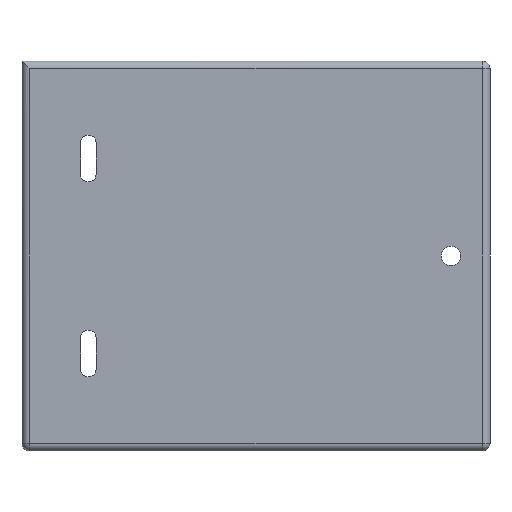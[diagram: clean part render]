
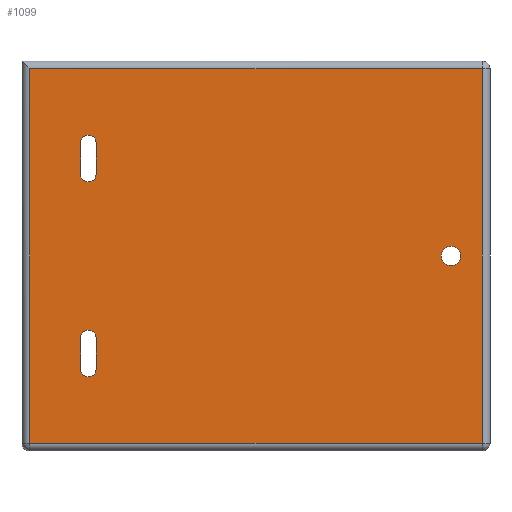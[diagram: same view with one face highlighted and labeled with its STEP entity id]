
A CAD part, front view. The second image highlights one B-rep face of the part: STEP entity #1099.
In plain terms, the highlighted planar face has unit normal (0, -1, 0).
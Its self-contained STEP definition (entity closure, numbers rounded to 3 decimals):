
#64=FACE_BOUND('',#355,.T.);
#65=FACE_BOUND('',#356,.T.);
#66=FACE_BOUND('',#357,.T.);
#86=LINE('',#1788,#174);
#88=LINE('',#1791,#176);
#92=LINE('',#1799,#180);
#93=LINE('',#1802,#181);
#94=LINE('',#1807,#182);
#95=LINE('',#1810,#183);
#96=LINE('',#1813,#184);
#97=LINE('',#1817,#185);
#174=VECTOR('',#1396,10.);
#176=VECTOR('',#1400,10.);
#180=VECTOR('',#1410,10.);
#181=VECTOR('',#1415,10.);
#182=VECTOR('',#1418,10.);
#183=VECTOR('',#1421,10.);
#184=VECTOR('',#1422,10.);
#185=VECTOR('',#1425,10.);
#251=PLANE('',#1211);
#282=FACE_OUTER_BOUND('',#354,.T.);
#354=EDGE_LOOP('',(#816,#817,#818,#819));
#355=EDGE_LOOP('',(#820));
#356=EDGE_LOOP('',(#821,#822,#823,#824));
#357=EDGE_LOOP('',(#825,#826,#827,#828));
#434=CIRCLE('',#1196,2.5);
#441=CIRCLE('',#1212,2.);
#442=CIRCLE('',#1213,2.);
#443=CIRCLE('',#1214,2.);
#444=CIRCLE('',#1215,2.);
#515=VERTEX_POINT('',#1769);
#516=VERTEX_POINT('',#1773);
#520=VERTEX_POINT('',#1781);
#521=VERTEX_POINT('',#1786);
#522=VERTEX_POINT('',#1798);
#523=VERTEX_POINT('',#1803);
#524=VERTEX_POINT('',#1804);
#525=VERTEX_POINT('',#1806);
#526=VERTEX_POINT('',#1808);
#527=VERTEX_POINT('',#1811);
#528=VERTEX_POINT('',#1812);
#529=VERTEX_POINT('',#1814);
#530=VERTEX_POINT('',#1816);
#616=EDGE_CURVE('',#515,#515,#434,.T.);
#624=EDGE_CURVE('',#521,#516,#86,.T.);
#626=EDGE_CURVE('',#516,#520,#88,.T.);
#630=EDGE_CURVE('',#522,#520,#92,.T.);
#632=EDGE_CURVE('',#522,#521,#93,.T.);
#633=EDGE_CURVE('',#523,#524,#441,.T.);
#634=EDGE_CURVE('',#524,#525,#94,.T.);
#635=EDGE_CURVE('',#525,#526,#442,.T.);
#636=EDGE_CURVE('',#526,#523,#95,.T.);
#637=EDGE_CURVE('',#527,#528,#96,.T.);
#638=EDGE_CURVE('',#528,#529,#443,.T.);
#639=EDGE_CURVE('',#529,#530,#97,.T.);
#640=EDGE_CURVE('',#530,#527,#444,.T.);
#816=ORIENTED_EDGE('',*,*,#626,.F.);
#817=ORIENTED_EDGE('',*,*,#624,.F.);
#818=ORIENTED_EDGE('',*,*,#632,.F.);
#819=ORIENTED_EDGE('',*,*,#630,.T.);
#820=ORIENTED_EDGE('',*,*,#616,.T.);
#821=ORIENTED_EDGE('',*,*,#633,.T.);
#822=ORIENTED_EDGE('',*,*,#634,.T.);
#823=ORIENTED_EDGE('',*,*,#635,.T.);
#824=ORIENTED_EDGE('',*,*,#636,.T.);
#825=ORIENTED_EDGE('',*,*,#637,.T.);
#826=ORIENTED_EDGE('',*,*,#638,.T.);
#827=ORIENTED_EDGE('',*,*,#639,.T.);
#828=ORIENTED_EDGE('',*,*,#640,.T.);
#1099=ADVANCED_FACE('',(#282,#64,#65,#66),#251,.F.);
#1196=AXIS2_PLACEMENT_3D('',#1771,#1375,#1376);
#1211=AXIS2_PLACEMENT_3D('',#1801,#1413,#1414);
#1212=AXIS2_PLACEMENT_3D('',#1805,#1416,#1417);
#1213=AXIS2_PLACEMENT_3D('',#1809,#1419,#1420);
#1214=AXIS2_PLACEMENT_3D('',#1815,#1423,#1424);
#1215=AXIS2_PLACEMENT_3D('',#1818,#1426,#1427);
#1375=DIRECTION('center_axis',(0.,1.,0.));
#1376=DIRECTION('ref_axis',(1.,0.,0.));
#1396=DIRECTION('',(1.,0.,0.));
#1400=DIRECTION('',(0.,0.,-1.));
#1410=DIRECTION('',(1.,0.,0.));
#1413=DIRECTION('center_axis',(0.,1.,0.));
#1414=DIRECTION('ref_axis',(0.,0.,1.));
#1415=DIRECTION('',(0.,0.,1.));
#1416=DIRECTION('center_axis',(0.,1.,0.));
#1417=DIRECTION('ref_axis',(1.,0.,0.));
#1418=DIRECTION('',(0.,0.,1.));
#1419=DIRECTION('center_axis',(0.,1.,0.));
#1420=DIRECTION('ref_axis',(-1.,0.,0.));
#1421=DIRECTION('',(0.,0.,-1.));
#1422=DIRECTION('',(0.,0.,1.));
#1423=DIRECTION('center_axis',(0.,1.,0.));
#1424=DIRECTION('ref_axis',(-1.,0.,0.));
#1425=DIRECTION('',(0.,0.,-1.));
#1426=DIRECTION('center_axis',(0.,1.,0.));
#1427=DIRECTION('ref_axis',(1.,0.,0.));
#1769=CARTESIAN_POINT('',(107.5,0.,-50.));
#1771=CARTESIAN_POINT('Origin',(110.,0.,-50.));
#1773=CARTESIAN_POINT('',(118.,0.,-2.));
#1781=CARTESIAN_POINT('',(118.,0.,-98.));
#1786=CARTESIAN_POINT('',(2.,0.,-2.));
#1788=CARTESIAN_POINT('',(25.,0.,-2.));
#1791=CARTESIAN_POINT('',(118.,0.,-50.));
#1798=CARTESIAN_POINT('',(2.,0.,-98.));
#1799=CARTESIAN_POINT('',(100.,0.,-98.));
#1801=CARTESIAN_POINT('Origin',(50.,0.,-50.));
#1802=CARTESIAN_POINT('',(2.,0.,-75.));
#1803=CARTESIAN_POINT('',(19.,0.,-79.));
#1804=CARTESIAN_POINT('',(15.,0.,-79.));
#1805=CARTESIAN_POINT('Origin',(17.,0.,-79.));
#1806=CARTESIAN_POINT('',(15.,0.,-71.));
#1807=CARTESIAN_POINT('',(15.,0.,-60.5));
#1808=CARTESIAN_POINT('',(19.,0.,-71.));
#1809=CARTESIAN_POINT('Origin',(17.,0.,-71.));
#1810=CARTESIAN_POINT('',(19.,0.,-64.5));
#1811=CARTESIAN_POINT('',(15.,0.,-29.));
#1812=CARTESIAN_POINT('',(15.,0.,-21.));
#1813=CARTESIAN_POINT('',(15.,0.,-35.5));
#1814=CARTESIAN_POINT('',(19.,0.,-21.));
#1815=CARTESIAN_POINT('Origin',(17.,0.,-21.));
#1816=CARTESIAN_POINT('',(19.,0.,-29.));
#1817=CARTESIAN_POINT('',(19.,0.,-39.5));
#1818=CARTESIAN_POINT('Origin',(17.,0.,-29.));
